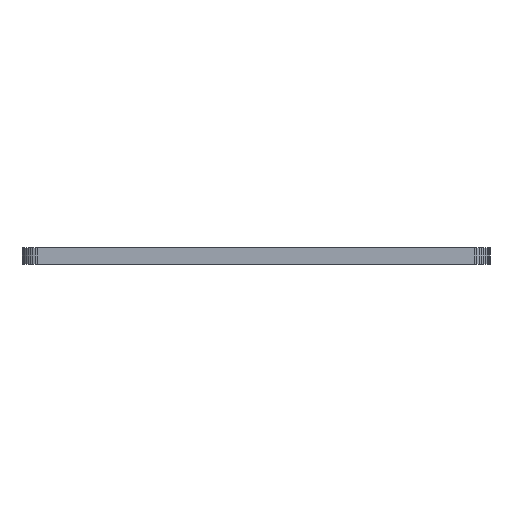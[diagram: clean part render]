
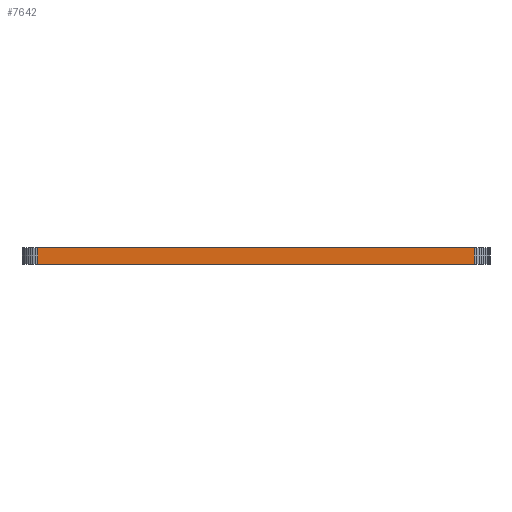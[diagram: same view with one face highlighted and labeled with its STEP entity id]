
A CAD part, left-side view. The second image highlights one B-rep face of the part: STEP entity #7642.
In plain terms, the highlighted planar face has unit normal (-1, 0, 0).
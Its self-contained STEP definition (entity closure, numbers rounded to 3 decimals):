
#83 = PLANE('',#84);
#84 = AXIS2_PLACEMENT_3D('',#85,#86,#87);
#85 = CARTESIAN_POINT('',(145.,-90.5,1.58));
#86 = DIRECTION('',(-0.,-0.,-1.));
#87 = DIRECTION('',(-1.,0.,0.));
#137 = PLANE('',#138);
#138 = AXIS2_PLACEMENT_3D('',#139,#140,#141);
#139 = CARTESIAN_POINT('',(145.,-90.5,0.));
#140 = DIRECTION('',(-0.,-0.,-1.));
#141 = DIRECTION('',(-1.,0.,0.));
#1086 = VERTEX_POINT('',#1087);
#1087 = CARTESIAN_POINT('',(110.,-111.5,0.));
#1101 = PLANE('',#1102);
#1102 = AXIS2_PLACEMENT_3D('',#1103,#1104,#1105);
#1103 = CARTESIAN_POINT('',(110.018,-111.735,0.));
#1104 = DIRECTION('',(-0.997,-0.078,0.));
#1105 = DIRECTION('',(-0.078,0.997,0.));
#1113 = EDGE_CURVE('',#1086,#1114,#1116,.T.);
#1114 = VERTEX_POINT('',#1115);
#1115 = CARTESIAN_POINT('',(110.,-69.5,0.));
#1116 = SURFACE_CURVE('',#1117,(#1121,#1128),.PCURVE_S1.);
#1117 = LINE('',#1118,#1119);
#1118 = CARTESIAN_POINT('',(110.,-111.5,0.));
#1119 = VECTOR('',#1120,1.);
#1120 = DIRECTION('',(0.,1.,0.));
#1121 = PCURVE('',#137,#1122);
#1122 = DEFINITIONAL_REPRESENTATION('',(#1123),#1127);
#1123 = LINE('',#1124,#1125);
#1124 = CARTESIAN_POINT('',(35.,-21.));
#1125 = VECTOR('',#1126,1.);
#1126 = DIRECTION('',(0.,1.));
#1127 = ( GEOMETRIC_REPRESENTATION_CONTEXT(2) 
PARAMETRIC_REPRESENTATION_CONTEXT() REPRESENTATION_CONTEXT('2D SPACE',''
  ) );
#1128 = PCURVE('',#1129,#1134);
#1129 = PLANE('',#1130);
#1130 = AXIS2_PLACEMENT_3D('',#1131,#1132,#1133);
#1131 = CARTESIAN_POINT('',(110.,-111.5,0.));
#1132 = DIRECTION('',(-1.,0.,0.));
#1133 = DIRECTION('',(0.,1.,0.));
#1134 = DEFINITIONAL_REPRESENTATION('',(#1135),#1139);
#1135 = LINE('',#1136,#1137);
#1136 = CARTESIAN_POINT('',(0.,0.));
#1137 = VECTOR('',#1138,1.);
#1138 = DIRECTION('',(1.,0.));
#1139 = ( GEOMETRIC_REPRESENTATION_CONTEXT(2) 
PARAMETRIC_REPRESENTATION_CONTEXT() REPRESENTATION_CONTEXT('2D SPACE',''
  ) );
#1157 = PLANE('',#1158);
#1158 = AXIS2_PLACEMENT_3D('',#1159,#1160,#1161);
#1159 = CARTESIAN_POINT('',(110.,-69.5,0.));
#1160 = DIRECTION('',(-0.997,0.078,0.));
#1161 = DIRECTION('',(0.078,0.997,0.));
#4640 = VERTEX_POINT('',#4641);
#4641 = CARTESIAN_POINT('',(110.,-111.5,1.58));
#4662 = EDGE_CURVE('',#4640,#4663,#4665,.T.);
#4663 = VERTEX_POINT('',#4664);
#4664 = CARTESIAN_POINT('',(110.,-69.5,1.58));
#4665 = SURFACE_CURVE('',#4666,(#4670,#4677),.PCURVE_S1.);
#4666 = LINE('',#4667,#4668);
#4667 = CARTESIAN_POINT('',(110.,-111.5,1.58));
#4668 = VECTOR('',#4669,1.);
#4669 = DIRECTION('',(0.,1.,0.));
#4670 = PCURVE('',#83,#4671);
#4671 = DEFINITIONAL_REPRESENTATION('',(#4672),#4676);
#4672 = LINE('',#4673,#4674);
#4673 = CARTESIAN_POINT('',(35.,-21.));
#4674 = VECTOR('',#4675,1.);
#4675 = DIRECTION('',(0.,1.));
#4676 = ( GEOMETRIC_REPRESENTATION_CONTEXT(2) 
PARAMETRIC_REPRESENTATION_CONTEXT() REPRESENTATION_CONTEXT('2D SPACE',''
  ) );
#4677 = PCURVE('',#1129,#4678);
#4678 = DEFINITIONAL_REPRESENTATION('',(#4679),#4683);
#4679 = LINE('',#4680,#4681);
#4680 = CARTESIAN_POINT('',(0.,-1.58));
#4681 = VECTOR('',#4682,1.);
#4682 = DIRECTION('',(1.,0.));
#4683 = ( GEOMETRIC_REPRESENTATION_CONTEXT(2) 
PARAMETRIC_REPRESENTATION_CONTEXT() REPRESENTATION_CONTEXT('2D SPACE',''
  ) );
#7592 = EDGE_CURVE('',#1114,#4663,#7593,.T.);
#7593 = SURFACE_CURVE('',#7594,(#7598,#7605),.PCURVE_S1.);
#7594 = LINE('',#7595,#7596);
#7595 = CARTESIAN_POINT('',(110.,-69.5,0.));
#7596 = VECTOR('',#7597,1.);
#7597 = DIRECTION('',(0.,0.,1.));
#7598 = PCURVE('',#1157,#7599);
#7599 = DEFINITIONAL_REPRESENTATION('',(#7600),#7604);
#7600 = LINE('',#7601,#7602);
#7601 = CARTESIAN_POINT('',(0.,0.));
#7602 = VECTOR('',#7603,1.);
#7603 = DIRECTION('',(0.,-1.));
#7604 = ( GEOMETRIC_REPRESENTATION_CONTEXT(2) 
PARAMETRIC_REPRESENTATION_CONTEXT() REPRESENTATION_CONTEXT('2D SPACE',''
  ) );
#7605 = PCURVE('',#1129,#7606);
#7606 = DEFINITIONAL_REPRESENTATION('',(#7607),#7611);
#7607 = LINE('',#7608,#7609);
#7608 = CARTESIAN_POINT('',(42.,0.));
#7609 = VECTOR('',#7610,1.);
#7610 = DIRECTION('',(0.,-1.));
#7611 = ( GEOMETRIC_REPRESENTATION_CONTEXT(2) 
PARAMETRIC_REPRESENTATION_CONTEXT() REPRESENTATION_CONTEXT('2D SPACE',''
  ) );
#7642 = ADVANCED_FACE('',(#7643),#1129,.T.);
#7643 = FACE_BOUND('',#7644,.T.);
#7644 = EDGE_LOOP('',(#7645,#7666,#7667,#7668));
#7645 = ORIENTED_EDGE('',*,*,#7646,.T.);
#7646 = EDGE_CURVE('',#1086,#4640,#7647,.T.);
#7647 = SURFACE_CURVE('',#7648,(#7652,#7659),.PCURVE_S1.);
#7648 = LINE('',#7649,#7650);
#7649 = CARTESIAN_POINT('',(110.,-111.5,0.));
#7650 = VECTOR('',#7651,1.);
#7651 = DIRECTION('',(0.,0.,1.));
#7652 = PCURVE('',#1129,#7653);
#7653 = DEFINITIONAL_REPRESENTATION('',(#7654),#7658);
#7654 = LINE('',#7655,#7656);
#7655 = CARTESIAN_POINT('',(0.,0.));
#7656 = VECTOR('',#7657,1.);
#7657 = DIRECTION('',(0.,-1.));
#7658 = ( GEOMETRIC_REPRESENTATION_CONTEXT(2) 
PARAMETRIC_REPRESENTATION_CONTEXT() REPRESENTATION_CONTEXT('2D SPACE',''
  ) );
#7659 = PCURVE('',#1101,#7660);
#7660 = DEFINITIONAL_REPRESENTATION('',(#7661),#7665);
#7661 = LINE('',#7662,#7663);
#7662 = CARTESIAN_POINT('',(0.235,0.));
#7663 = VECTOR('',#7664,1.);
#7664 = DIRECTION('',(0.,-1.));
#7665 = ( GEOMETRIC_REPRESENTATION_CONTEXT(2) 
PARAMETRIC_REPRESENTATION_CONTEXT() REPRESENTATION_CONTEXT('2D SPACE',''
  ) );
#7666 = ORIENTED_EDGE('',*,*,#4662,.T.);
#7667 = ORIENTED_EDGE('',*,*,#7592,.F.);
#7668 = ORIENTED_EDGE('',*,*,#1113,.F.);
